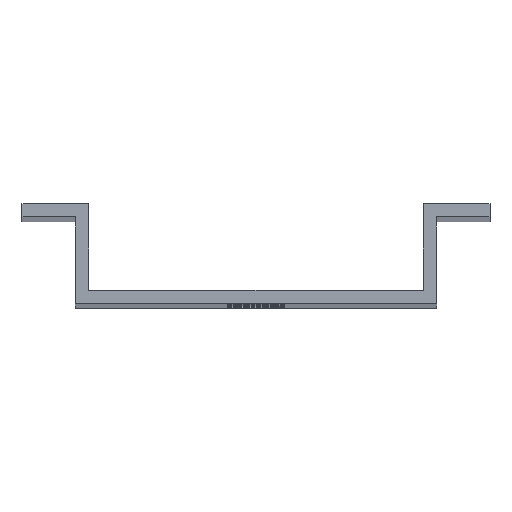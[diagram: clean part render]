
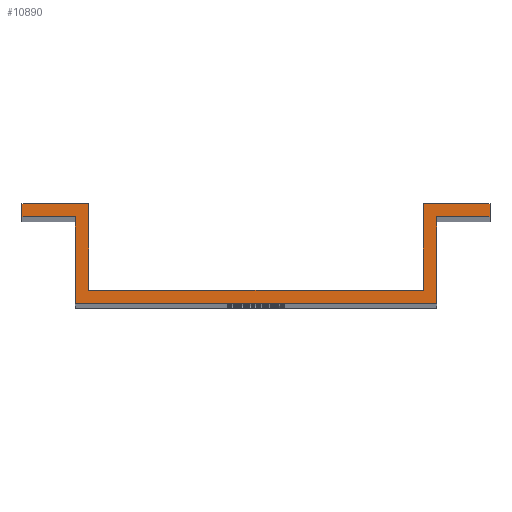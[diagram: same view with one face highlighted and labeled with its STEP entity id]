
A CAD part, top view. The second image highlights one B-rep face of the part: STEP entity #10890.
In plain terms, the highlighted planar face has unit normal (0, 0, 1).
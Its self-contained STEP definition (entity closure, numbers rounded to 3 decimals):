
#560=CARTESIAN_POINT('',(37.617,46.634,49.));
#570=VERTEX_POINT('',#560);
#600=CARTESIAN_POINT('',(0.,46.634,49.));
#610=DIRECTION('',(1.,0.,0.));
#620=VECTOR('',#610,1.);
#630=LINE('',#600,#620);
#640=CARTESIAN_POINT('',(64.617,46.634,49.));
#650=VERTEX_POINT('',#640);
#660=EDGE_CURVE('',#570,#650,#630,.T.);
#3550=CARTESIAN_POINT('',(63.617,47.634,49.));
#3560=VERTEX_POINT('',#3550);
#3590=CARTESIAN_POINT('',(0.,47.634,49.));
#3600=DIRECTION('',(-1.,0.,0.));
#3610=VECTOR('',#3600,1.);
#3620=LINE('',#3590,#3610);
#3630=CARTESIAN_POINT('',(38.617,47.634,49.));
#3640=VERTEX_POINT('',#3630);
#3650=EDGE_CURVE('',#3560,#3640,#3620,.T.);
#6880=CARTESIAN_POINT('',(37.617,53.134,49.));
#6890=VERTEX_POINT('',#6880);
#6920=CARTESIAN_POINT('',(37.617,0.,49.));
#6930=DIRECTION('',(0.,-1.,0.));
#6940=VECTOR('',#6930,1.);
#6950=LINE('',#6920,#6940);
#6960=EDGE_CURVE('',#6890,#570,#6950,.T.);
#7230=CARTESIAN_POINT('',(38.617,0.,49.));
#7240=DIRECTION('',(0.,1.,0.));
#7250=VECTOR('',#7240,1.);
#7260=LINE('',#7230,#7250);
#7270=CARTESIAN_POINT('',(38.617,54.134,49.));
#7280=VERTEX_POINT('',#7270);
#7290=EDGE_CURVE('',#3640,#7280,#7260,.T.);
#8360=CARTESIAN_POINT('',(63.617,54.134,49.));
#8370=VERTEX_POINT('',#8360);
#8400=CARTESIAN_POINT('',(63.617,0.,49.));
#8410=DIRECTION('',(0.,-1.,0.));
#8420=VECTOR('',#8410,1.);
#8430=LINE('',#8400,#8420);
#8440=EDGE_CURVE('',#8370,#3560,#8430,.T.);
#8670=CARTESIAN_POINT('',(68.617,54.134,49.));
#8680=VERTEX_POINT('',#8670);
#8710=CARTESIAN_POINT('',(0.,54.134,49.));
#8720=DIRECTION('',(-1.,0.,0.));
#8730=VECTOR('',#8720,1.);
#8740=LINE('',#8710,#8730);
#8750=EDGE_CURVE('',#8680,#8370,#8740,.T.);
#8950=CARTESIAN_POINT('',(64.617,0.,49.));
#8960=DIRECTION('',(0.,1.,0.));
#8970=VECTOR('',#8960,1.);
#8980=LINE('',#8950,#8970);
#8990=CARTESIAN_POINT('',(64.617,53.134,49.));
#9000=VERTEX_POINT('',#8990);
#9010=EDGE_CURVE('',#650,#9000,#8980,.T.);
#10240=CARTESIAN_POINT('',(68.617,53.134,49.));
#10250=VERTEX_POINT('',#10240);
#10280=CARTESIAN_POINT('',(68.617,0.,49.));
#10290=DIRECTION('',(0.,1.,0.));
#10300=VECTOR('',#10290,1.);
#10310=LINE('',#10280,#10300);
#10320=EDGE_CURVE('',#10250,#8680,#10310,.T.);
#10460=CARTESIAN_POINT('',(0.,0.,49.));
#10470=DIRECTION('',(0.,0.,1.));
#10480=DIRECTION('',(1.,0.,0.));
#10490=AXIS2_PLACEMENT_3D('',#10460,#10470,#10480);
#10500=PLANE('',#10490);
#10510=ORIENTED_EDGE('',*,*,#3650,.T.);
#10520=ORIENTED_EDGE('',*,*,#8440,.T.);
#10530=ORIENTED_EDGE('',*,*,#8750,.T.);
#10540=ORIENTED_EDGE('',*,*,#10320,.T.);
#10550=CARTESIAN_POINT('',(0.,53.134,49.));
#10560=DIRECTION('',(1.,0.,0.));
#10570=VECTOR('',#10560,1.);
#10580=LINE('',#10550,#10570);
#10590=EDGE_CURVE('',#9000,#10250,#10580,.T.);
#10600=ORIENTED_EDGE('',*,*,#10590,.T.);
#10610=ORIENTED_EDGE('',*,*,#9010,.T.);
#10620=ORIENTED_EDGE('',*,*,#660,.T.);
#10630=ORIENTED_EDGE('',*,*,#6960,.T.);
#10640=CARTESIAN_POINT('',(0.,53.134,49.));
#10650=DIRECTION('',(1.,0.,0.));
#10660=VECTOR('',#10650,1.);
#10670=LINE('',#10640,#10660);
#10680=CARTESIAN_POINT('',(33.617,53.134,49.));
#10690=VERTEX_POINT('',#10680);
#10700=EDGE_CURVE('',#10690,#6890,#10670,.T.);
#10710=ORIENTED_EDGE('',*,*,#10700,.T.);
#10720=CARTESIAN_POINT('',(33.617,0.,49.));
#10730=DIRECTION('',(0.,-1.,0.));
#10740=VECTOR('',#10730,1.);
#10750=LINE('',#10720,#10740);
#10760=CARTESIAN_POINT('',(33.617,54.134,49.));
#10770=VERTEX_POINT('',#10760);
#10780=EDGE_CURVE('',#10770,#10690,#10750,.T.);
#10790=ORIENTED_EDGE('',*,*,#10780,.T.);
#10800=CARTESIAN_POINT('',(0.,54.134,49.));
#10810=DIRECTION('',(-1.,0.,0.));
#10820=VECTOR('',#10810,1.);
#10830=LINE('',#10800,#10820);
#10840=EDGE_CURVE('',#7280,#10770,#10830,.T.);
#10850=ORIENTED_EDGE('',*,*,#10840,.T.);
#10860=ORIENTED_EDGE('',*,*,#7290,.T.);
#10870=EDGE_LOOP('',(#10860,#10850,#10790,#10710,#10630,#10620,#10610,
#10600,#10540,#10530,#10520,#10510));
#10880=FACE_OUTER_BOUND('',#10870,.T.);
#10890=ADVANCED_FACE('',(#10880),#10500,.T.);
